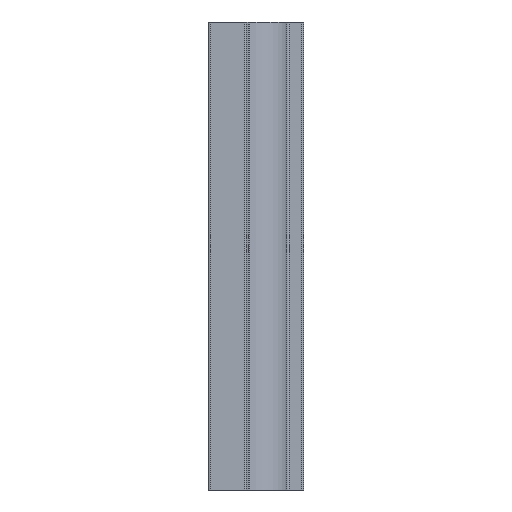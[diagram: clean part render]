
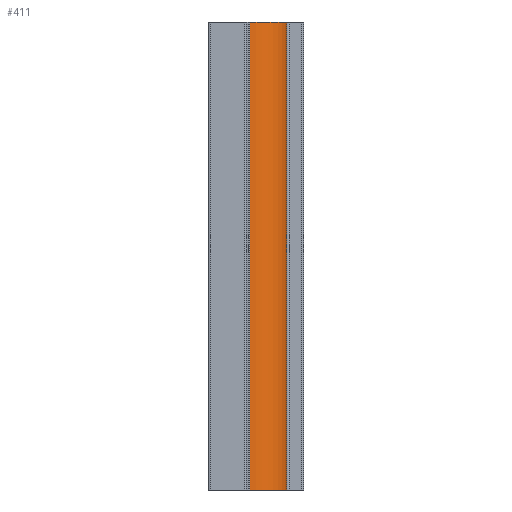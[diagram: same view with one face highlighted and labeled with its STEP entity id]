
A CAD part, left-side view. The second image highlights one B-rep face of the part: STEP entity #411.
In plain terms, the highlighted cylindrical face has radius 7.1 mm (diameter 14.2 mm), a partial arc.
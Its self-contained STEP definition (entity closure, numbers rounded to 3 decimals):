
#411 = ADVANCED_FACE( '', ( #940 ), #941, .T. );
#940 = FACE_OUTER_BOUND( '', #1529, .T. );
#941 = CYLINDRICAL_SURFACE( '', #1530, 7.1 );
#1529 = EDGE_LOOP( '', ( #2584, #2585, #2586, #2587 ) );
#1530 = AXIS2_PLACEMENT_3D( '', #2588, #2589, #2590 );
#2584 = ORIENTED_EDGE( '', *, *, #3067, .T. );
#2585 = ORIENTED_EDGE( '', *, *, #3222, .F. );
#2586 = ORIENTED_EDGE( '', *, *, #3116, .F. );
#2587 = ORIENTED_EDGE( '', *, *, #3232, .T. );
#2588 = CARTESIAN_POINT( '', ( 16.5, 9.8, 82.5 ) );
#2589 = DIRECTION( '', ( 0., 0., 1. ) );
#2590 = DIRECTION( '', ( -1., 0., 0. ) );
#3067 = EDGE_CURVE( '', #3655, #3653, #3656, .T. );
#3116 = EDGE_CURVE( '', #3725, #3727, #3728, .T. );
#3222 = EDGE_CURVE( '', #3727, #3653, #3860, .T. );
#3232 = EDGE_CURVE( '', #3725, #3655, #3871, .T. );
#3653 = VERTEX_POINT( '', #4914 );
#3655 = VERTEX_POINT( '', #4916 );
#3656 = CIRCLE( '', #4917, 7.1 );
#3725 = VERTEX_POINT( '', #5002 );
#3727 = VERTEX_POINT( '', #5004 );
#3728 = CIRCLE( '', #5005, 7.1 );
#3860 = LINE( '', #5645, #5646 );
#3871 = LINE( '', #5660, #5661 );
#4914 = CARTESIAN_POINT( '', ( 23.594, 9.516, 0. ) );
#4916 = CARTESIAN_POINT( '', ( 18.368, 2.95, 0. ) );
#4917 = AXIS2_PLACEMENT_3D( '', #6029, #6030, #6031 );
#5002 = CARTESIAN_POINT( '', ( 18.368, 2.95, 82.5 ) );
#5004 = CARTESIAN_POINT( '', ( 23.594, 9.516, 82.5 ) );
#5005 = AXIS2_PLACEMENT_3D( '', #6132, #6133, #6134 );
#5645 = CARTESIAN_POINT( '', ( 23.594, 9.516, 82.5 ) );
#5646 = VECTOR( '', #6235, 1000. );
#5660 = CARTESIAN_POINT( '', ( 18.368, 2.95, 82.5 ) );
#5661 = VECTOR( '', #6242, 1000. );
#6029 = CARTESIAN_POINT( '', ( 16.5, 9.8, 0. ) );
#6030 = DIRECTION( '', ( 0., 0., 1. ) );
#6031 = DIRECTION( '', ( 1., 0., 0. ) );
#6132 = CARTESIAN_POINT( '', ( 16.5, 9.8, 82.5 ) );
#6133 = DIRECTION( '', ( 0., 0., 1. ) );
#6134 = DIRECTION( '', ( 1., 0., 0. ) );
#6235 = DIRECTION( '', ( 0., 0., -1. ) );
#6242 = DIRECTION( '', ( 0., 0., -1. ) );
